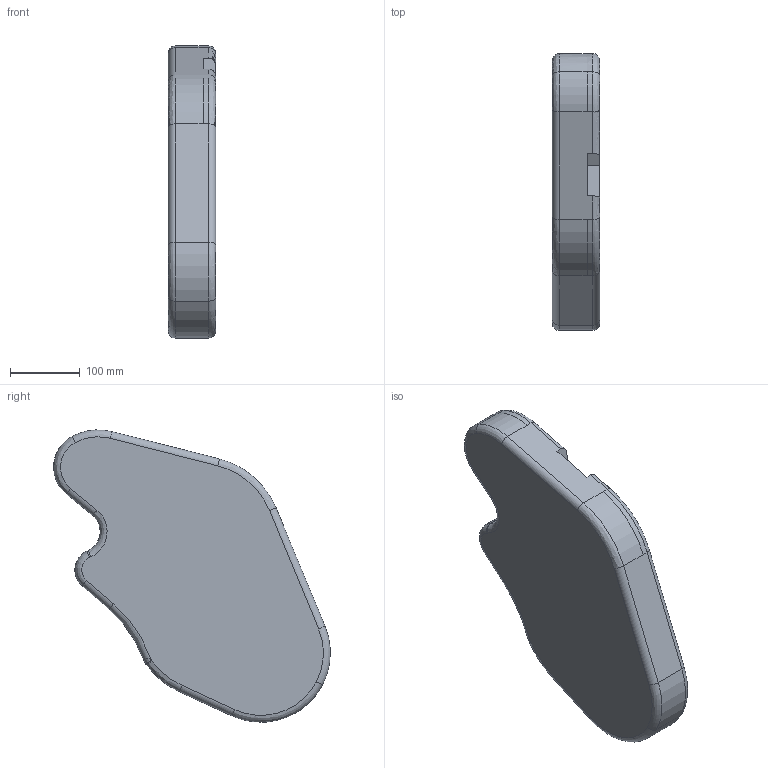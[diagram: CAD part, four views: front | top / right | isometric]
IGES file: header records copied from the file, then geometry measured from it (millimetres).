
Start section: Dassault Systemes - www.3ds.com
Global section: file name: ResultFile.igs; native system: 3DEXPERIENCE Platform V6R2022x - www.3ds.com; preprocessor: V6R2022x B6.424.0.0_20210922T180013Z; author: ${LOGNAME}; organization: ${USERDOMAIN}; date: 20220208.103554; units: millimetre
Bounding box: 68 x 397.89 x 420.16 mm (x, y, z)
Volume: 2667548.8 mm3; surface area: 544031.1 mm2
Topology: 1 solids, 1 shells, 172 faces, 436 edges, 269 vertices
Faces by surface type: revolution 114, plane 58
